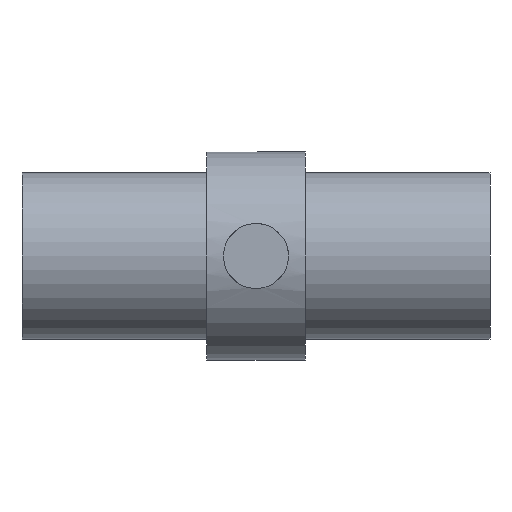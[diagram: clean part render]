
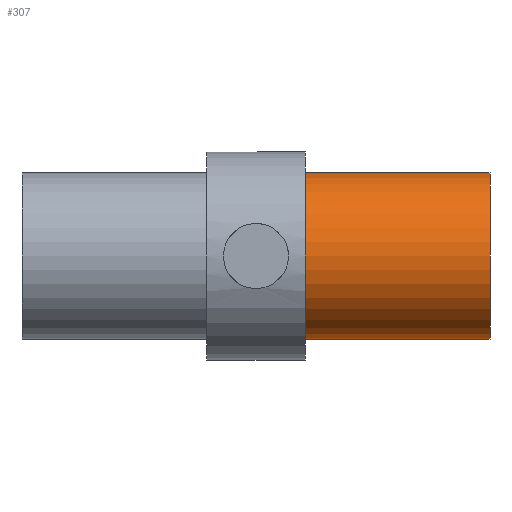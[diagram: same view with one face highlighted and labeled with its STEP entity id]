
A CAD part, front view. The second image highlights one B-rep face of the part: STEP entity #307.
In plain terms, the highlighted cylindrical face has radius 80 mm (diameter 160 mm), a partial arc.
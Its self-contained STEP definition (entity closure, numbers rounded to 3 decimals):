
#37 = EDGE_CURVE ( 'NONE', #1502, #487, #486, .T. ) ;
#78 = DIRECTION ( 'NONE',  ( 0., 0., 1. ) ) ;
#88 = AXIS2_PLACEMENT_3D ( 'NONE', #121, #611, #468 ) ;
#118 = LINE ( 'NONE', #1118, #1147 ) ;
#121 = CARTESIAN_POINT ( 'NONE',  ( 225., 0., 0. ) ) ;
#307 = ADVANCED_FACE ( 'NONE', ( #690 ), #1184, .T. ) ;
#404 = DIRECTION ( 'NONE',  ( -1., 0., 0. ) ) ;
#446 = DIRECTION ( 'NONE',  ( 0., 0., 1. ) ) ;
#468 = DIRECTION ( 'NONE',  ( 0., 0., 1. ) ) ;
#486 = CIRCLE ( 'NONE', #1483, 80. ) ;
#487 = VERTEX_POINT ( 'NONE', #1088 ) ;
#575 = ORIENTED_EDGE ( 'NONE', *, *, #1445, .F. ) ;
#593 = LINE ( 'NONE', #1579, #1278 ) ;
#609 = DIRECTION ( 'NONE',  ( -1., 0., 0. ) ) ;
#611 = DIRECTION ( 'NONE',  ( -1., 0., 0. ) ) ;
#618 = CARTESIAN_POINT ( 'NONE',  ( 225., 0., -80. ) ) ;
#671 = CARTESIAN_POINT ( 'NONE',  ( 225., 0., 80. ) ) ;
#672 = ORIENTED_EDGE ( 'NONE', *, *, #37, .F. ) ;
#685 = CARTESIAN_POINT ( 'NONE',  ( 47.5, 0., 0. ) ) ;
#690 = FACE_OUTER_BOUND ( 'NONE', #1104, .T. ) ;
#781 = VERTEX_POINT ( 'NONE', #671 ) ;
#882 = EDGE_CURVE ( 'NONE', #781, #487, #593, .T. ) ;
#883 = EDGE_CURVE ( 'NONE', #1417, #781, #1378, .T. ) ;
#1059 = ORIENTED_EDGE ( 'NONE', *, *, #883, .T. ) ;
#1088 = CARTESIAN_POINT ( 'NONE',  ( 47.5, 0., 80. ) ) ;
#1104 = EDGE_LOOP ( 'NONE', ( #575, #1059, #1367, #672 ) ) ;
#1118 = CARTESIAN_POINT ( 'NONE',  ( -63.485, 0., -80. ) ) ;
#1126 = AXIS2_PLACEMENT_3D ( 'NONE', #1534, #404, #78 ) ;
#1147 = VECTOR ( 'NONE', #609, 1000. ) ;
#1184 = CYLINDRICAL_SURFACE ( 'NONE', #1126, 80. ) ;
#1194 = DIRECTION ( 'NONE',  ( -1., 0., 0. ) ) ;
#1278 = VECTOR ( 'NONE', #1322, 1000. ) ;
#1322 = DIRECTION ( 'NONE',  ( -1., 0., 0. ) ) ;
#1367 = ORIENTED_EDGE ( 'NONE', *, *, #882, .T. ) ;
#1378 = CIRCLE ( 'NONE', #88, 80. ) ;
#1417 = VERTEX_POINT ( 'NONE', #618 ) ;
#1445 = EDGE_CURVE ( 'NONE', #1417, #1502, #118, .T. ) ;
#1483 = AXIS2_PLACEMENT_3D ( 'NONE', #685, #1194, #446 ) ;
#1502 = VERTEX_POINT ( 'NONE', #1548 ) ;
#1534 = CARTESIAN_POINT ( 'NONE',  ( -63.485, 0., 0. ) ) ;
#1548 = CARTESIAN_POINT ( 'NONE',  ( 47.5, 0., -80. ) ) ;
#1579 = CARTESIAN_POINT ( 'NONE',  ( -63.485, 0., 80. ) ) ;
